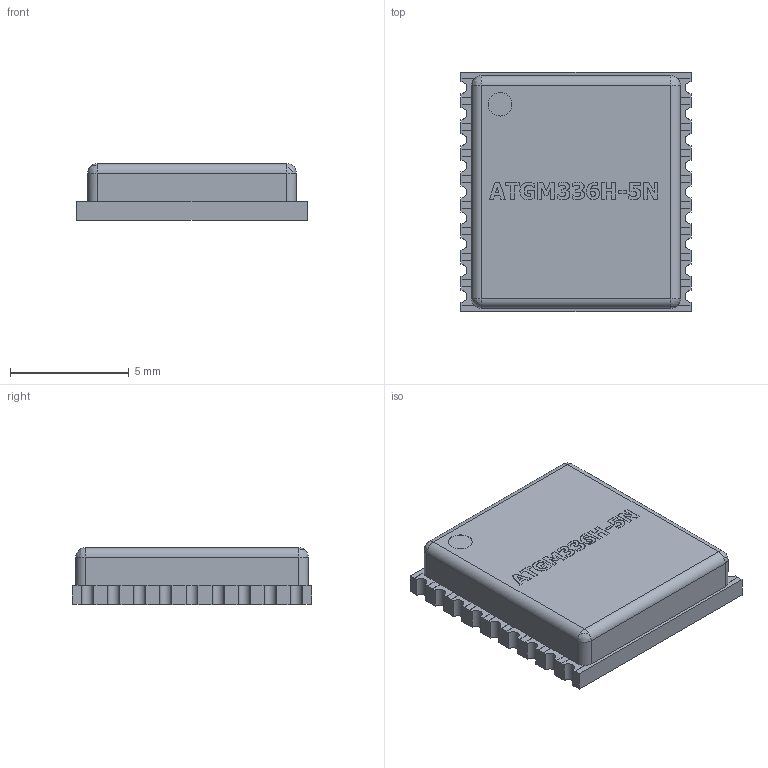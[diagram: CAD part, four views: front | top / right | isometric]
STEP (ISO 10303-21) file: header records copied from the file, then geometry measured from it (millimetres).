
FILE_DESCRIPTION (( 'STEP AP214' ), '1' );
FILE_NAME ('9F6940D0-02F7-4879-9B67-3F9E7A6F2436.STEP', '2025-03-16T22:30:03', ( '' ), ( '' ), 'SwSTEP 2.0', 'SolidWorks 2022', '' );
FILE_SCHEMA (( 'AUTOMOTIVE_DESIGN' ));
Length unit declared in the file: millimetre
Products named in the file (1): 9F6940D0-02F7-4879-9B67-3F9E7A6F2436
Bounding box: 9.7 x 10.1 x 2.42 mm (x, y, z)
Volume: 213.7 mm3; surface area: 281.6 mm2
Topology: 1 solids, 1 shells, 393 faces, 1123 edges, 743 vertices
Faces by surface type: plane 277, bspline 88, cylinder 28
Entity records: 15431 total; most frequent: CARTESIAN_POINT 3413, ORIENTED_EDGE 2240, DIRECTION 1635, EDGE_CURVE 1120, VECTOR 889, LINE 889, VERTEX_POINT 743, EDGE_LOOP 407
